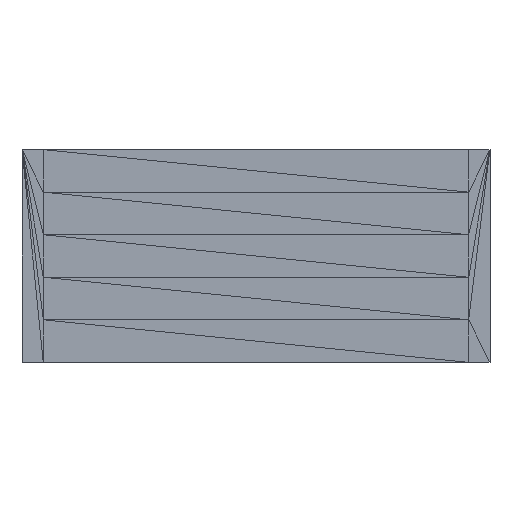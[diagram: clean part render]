
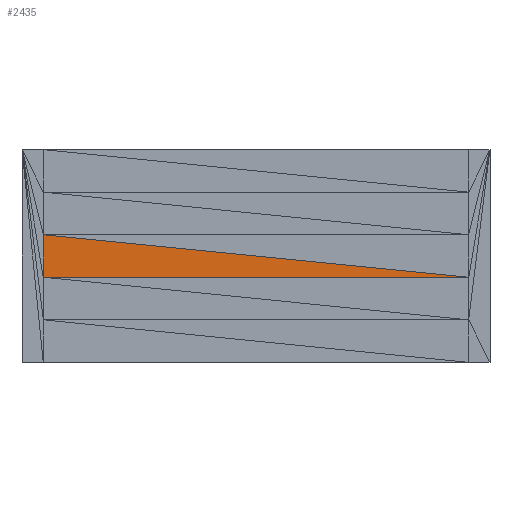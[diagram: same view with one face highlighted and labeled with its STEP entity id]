
A CAD part, top view. The second image highlights one B-rep face of the part: STEP entity #2435.
In plain terms, the highlighted planar face has unit normal (0, 0, 1).
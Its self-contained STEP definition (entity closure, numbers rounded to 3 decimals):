
#2126 = VERTEX_POINT('',#2127);
#2127 = CARTESIAN_POINT('',(-10.,-1.,1.25));
#2161 = PLANE('',#2162);
#2162 = AXIS2_PLACEMENT_3D('',#2163,#2164,#2165);
#2163 = CARTESIAN_POINT('',(-10.,1.,0.75));
#2164 = DIRECTION('',(1.,0.,0.));
#2165 = DIRECTION('',(0.,0.,1.));
#2177 = EDGE_CURVE('',#2126,#2178,#2180,.T.);
#2178 = VERTEX_POINT('',#2179);
#2179 = CARTESIAN_POINT('',(-10.,1.,1.25));
#2180 = SURFACE_CURVE('',#2181,(#2185,#2192),.PCURVE_S1.);
#2181 = LINE('',#2182,#2183);
#2182 = CARTESIAN_POINT('',(-10.,-1.,1.25));
#2183 = VECTOR('',#2184,1.);
#2184 = DIRECTION('',(0.,1.,0.));
#2185 = PCURVE('',#2161,#2186);
#2186 = DEFINITIONAL_REPRESENTATION('',(#2187),#2191);
#2187 = LINE('',#2188,#2189);
#2188 = CARTESIAN_POINT('',(0.5,2.));
#2189 = VECTOR('',#2190,1.);
#2190 = DIRECTION('',(0.,-1.));
#2191 = ( GEOMETRIC_REPRESENTATION_CONTEXT(2) 
PARAMETRIC_REPRESENTATION_CONTEXT() REPRESENTATION_CONTEXT('2D SPACE',''
  ) );
#2192 = PCURVE('',#2193,#2198);
#2193 = PLANE('',#2194);
#2194 = AXIS2_PLACEMENT_3D('',#2195,#2196,#2197);
#2195 = CARTESIAN_POINT('',(-10.,1.,1.25));
#2196 = DIRECTION('',(0.,0.,-1.));
#2197 = DIRECTION('',(-1.,0.,0.));
#2198 = DEFINITIONAL_REPRESENTATION('',(#2199),#2202);
#2199 = B_SPLINE_CURVE_WITH_KNOTS('',1,(#2200,#2201),.UNSPECIFIED.,.F.,
  .F.,(2,2),(0.,2.),.PIECEWISE_BEZIER_KNOTS.);
#2200 = CARTESIAN_POINT('',(0.,-2.));
#2201 = CARTESIAN_POINT('',(0.,0.));
#2202 = ( GEOMETRIC_REPRESENTATION_CONTEXT(2) 
PARAMETRIC_REPRESENTATION_CONTEXT() REPRESENTATION_CONTEXT('2D SPACE',''
  ) );
#2243 = PLANE('',#2244);
#2244 = AXIS2_PLACEMENT_3D('',#2245,#2246,#2247);
#2245 = CARTESIAN_POINT('',(10.,-1.,1.25));
#2246 = DIRECTION('',(0.,1.,0.));
#2247 = DIRECTION('',(0.,0.,1.));
#2257 = EDGE_CURVE('',#2258,#2126,#2260,.T.);
#2258 = VERTEX_POINT('',#2259);
#2259 = CARTESIAN_POINT('',(10.,-1.,1.25));
#2260 = SURFACE_CURVE('',#2261,(#2265,#2272),.PCURVE_S1.);
#2261 = LINE('',#2262,#2263);
#2262 = CARTESIAN_POINT('',(10.,-1.,1.25));
#2263 = VECTOR('',#2264,1.);
#2264 = DIRECTION('',(-1.,0.,0.));
#2265 = PCURVE('',#2243,#2266);
#2266 = DEFINITIONAL_REPRESENTATION('',(#2267),#2271);
#2267 = LINE('',#2268,#2269);
#2268 = CARTESIAN_POINT('',(0.,0.));
#2269 = VECTOR('',#2270,1.);
#2270 = DIRECTION('',(0.,-1.));
#2271 = ( GEOMETRIC_REPRESENTATION_CONTEXT(2) 
PARAMETRIC_REPRESENTATION_CONTEXT() REPRESENTATION_CONTEXT('2D SPACE',''
  ) );
#2272 = PCURVE('',#2193,#2273);
#2273 = DEFINITIONAL_REPRESENTATION('',(#2274),#2277);
#2274 = B_SPLINE_CURVE_WITH_KNOTS('',1,(#2275,#2276),.UNSPECIFIED.,.F.,
  .F.,(2,2),(0.,20.),.PIECEWISE_BEZIER_KNOTS.);
#2275 = CARTESIAN_POINT('',(-20.,-2.));
#2276 = CARTESIAN_POINT('',(0.,-2.));
#2277 = ( GEOMETRIC_REPRESENTATION_CONTEXT(2) 
PARAMETRIC_REPRESENTATION_CONTEXT() REPRESENTATION_CONTEXT('2D SPACE',''
  ) );
#2349 = PLANE('',#2350);
#2350 = AXIS2_PLACEMENT_3D('',#2351,#2352,#2353);
#2351 = CARTESIAN_POINT('',(10.,1.,1.25));
#2352 = DIRECTION('',(0.,0.,-1.));
#2353 = DIRECTION('',(-1.,0.,0.));
#2435 = ADVANCED_FACE('',(#2436),#2193,.F.);
#2436 = FACE_BOUND('',#2437,.T.);
#2437 = EDGE_LOOP('',(#2438,#2439,#2440));
#2438 = ORIENTED_EDGE('',*,*,#2177,.F.);
#2439 = ORIENTED_EDGE('',*,*,#2257,.F.);
#2440 = ORIENTED_EDGE('',*,*,#2441,.T.);
#2441 = EDGE_CURVE('',#2258,#2178,#2442,.T.);
#2442 = SURFACE_CURVE('',#2443,(#2447,#2454),.PCURVE_S1.);
#2443 = LINE('',#2444,#2445);
#2444 = CARTESIAN_POINT('',(10.,-1.,1.25));
#2445 = VECTOR('',#2446,1.);
#2446 = DIRECTION('',(-0.995,0.1,0.));
#2447 = PCURVE('',#2193,#2448);
#2448 = DEFINITIONAL_REPRESENTATION('',(#2449),#2453);
#2449 = LINE('',#2450,#2451);
#2450 = CARTESIAN_POINT('',(-20.,-2.));
#2451 = VECTOR('',#2452,1.);
#2452 = DIRECTION('',(0.995,0.1));
#2453 = ( GEOMETRIC_REPRESENTATION_CONTEXT(2) 
PARAMETRIC_REPRESENTATION_CONTEXT() REPRESENTATION_CONTEXT('2D SPACE',''
  ) );
#2454 = PCURVE('',#2349,#2455);
#2455 = DEFINITIONAL_REPRESENTATION('',(#2456),#2459);
#2456 = B_SPLINE_CURVE_WITH_KNOTS('',1,(#2457,#2458),.UNSPECIFIED.,.F.,
  .F.,(2,2),(0.,20.1),.PIECEWISE_BEZIER_KNOTS.);
#2457 = CARTESIAN_POINT('',(0.,-2.));
#2458 = CARTESIAN_POINT('',(20.,0.));
#2459 = ( GEOMETRIC_REPRESENTATION_CONTEXT(2) 
PARAMETRIC_REPRESENTATION_CONTEXT() REPRESENTATION_CONTEXT('2D SPACE',''
  ) );
